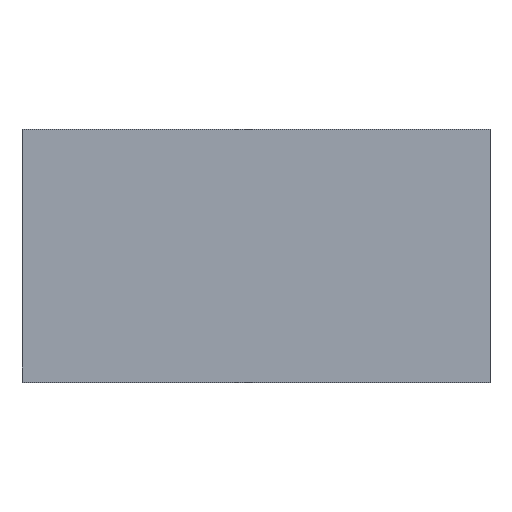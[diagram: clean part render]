
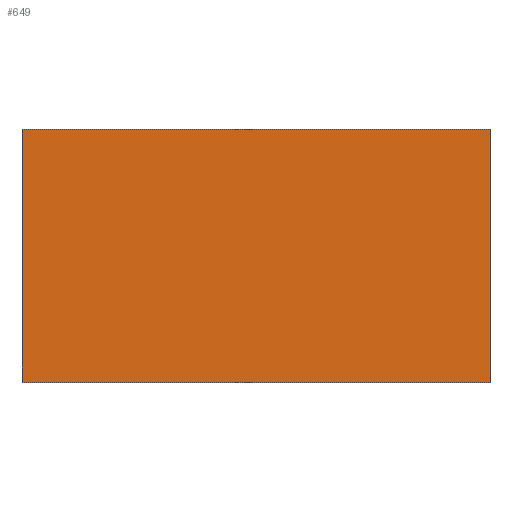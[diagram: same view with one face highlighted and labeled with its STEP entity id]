
A CAD part, top view. The second image highlights one B-rep face of the part: STEP entity #649.
In plain terms, the highlighted planar face has unit normal (0, 0, 1).
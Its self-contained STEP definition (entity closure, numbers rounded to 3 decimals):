
#73=FACE_OUTER_BOUND('',#117,.T.);
#117=EDGE_LOOP('',(#527,#528,#529,#530));
#161=LINE('',#997,#237);
#177=LINE('',#1031,#253);
#180=LINE('',#1035,#256);
#182=LINE('',#1038,#258);
#237=VECTOR('',#819,10.);
#253=VECTOR('',#847,10.);
#256=VECTOR('',#852,10.);
#258=VECTOR('',#856,10.);
#307=VERTEX_POINT('',#994);
#308=VERTEX_POINT('',#996);
#319=VERTEX_POINT('',#1028);
#320=VERTEX_POINT('',#1030);
#373=EDGE_CURVE('',#308,#307,#161,.T.);
#389=EDGE_CURVE('',#320,#319,#177,.T.);
#392=EDGE_CURVE('',#307,#320,#180,.T.);
#394=EDGE_CURVE('',#319,#308,#182,.T.);
#527=ORIENTED_EDGE('',*,*,#394,.T.);
#528=ORIENTED_EDGE('',*,*,#373,.T.);
#529=ORIENTED_EDGE('',*,*,#392,.T.);
#530=ORIENTED_EDGE('',*,*,#389,.T.);
#607=PLANE('',#717);
#649=ADVANCED_FACE('',(#73),#607,.T.);
#717=AXIS2_PLACEMENT_3D('',#1039,#857,#858);
#819=DIRECTION('',(0.,-1.,0.));
#847=DIRECTION('',(0.,1.,0.));
#852=DIRECTION('',(1.,0.,0.));
#856=DIRECTION('',(-1.,0.,0.));
#857=DIRECTION('center_axis',(0.,0.,1.));
#858=DIRECTION('ref_axis',(1.,0.,0.));
#994=CARTESIAN_POINT('',(-3.7,-2.,8.3));
#996=CARTESIAN_POINT('',(-3.7,2.,8.3));
#997=CARTESIAN_POINT('',(-3.7,-2.,8.3));
#1028=CARTESIAN_POINT('',(3.7,2.,8.3));
#1030=CARTESIAN_POINT('',(3.7,-2.,8.3));
#1031=CARTESIAN_POINT('',(3.7,2.,8.3));
#1035=CARTESIAN_POINT('',(3.7,-2.,8.3));
#1038=CARTESIAN_POINT('',(-3.7,2.,8.3));
#1039=CARTESIAN_POINT('Origin',(0.,0.,8.3));
